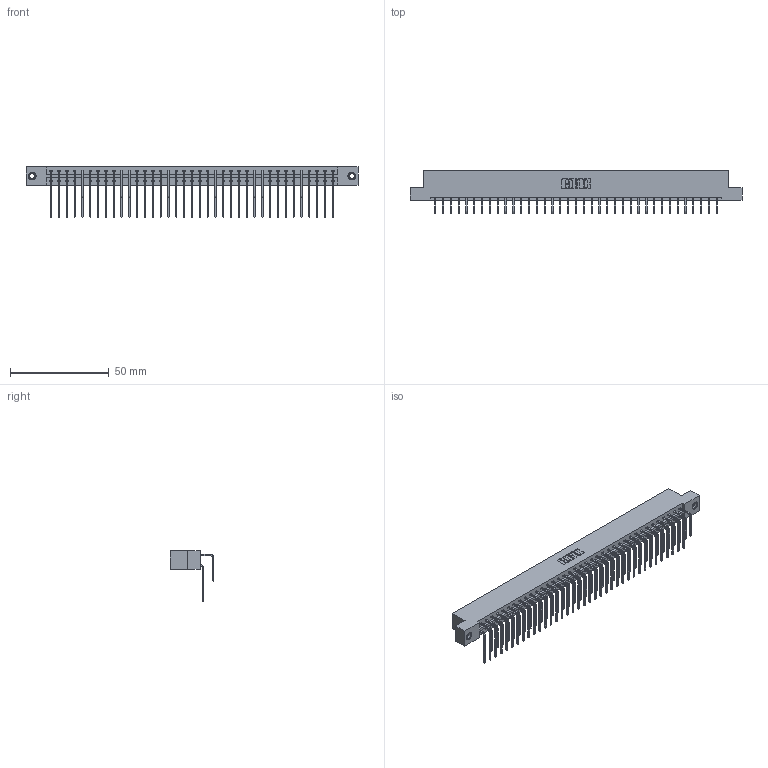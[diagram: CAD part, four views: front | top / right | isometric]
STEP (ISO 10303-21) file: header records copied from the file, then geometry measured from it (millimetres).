
FILE_DESCRIPTION (( 'STEP AP203' ), '1' );
FILE_NAME ('833-074-558-207.STEP', '2020-06-05T17:21:45', ( '' ), ( '' ), 'SwSTEP 2.0', 'SolidWorks 2020', '' );
FILE_SCHEMA (( 'CONFIG_CONTROL_DESIGN' ));
Length unit declared in the file: inch
Products named in the file (5): 833-074-558-207; 345-292-001_558 Tail - 2; 345-292-001_558 559 Tail - 1; 345-250-001_345-250-005-103; 833 Part_Flush - .156 Dia - TI
Assembly tree (77 placements, depth 2):
  833-074-558-207
    833 Part_Flush - .156 Dia - TI
    345-292-001_558 559 Tail - 1  x37
    345-292-001_558 Tail - 2  x37
    345-250-001_345-250-005-103  x2
Bounding box: 168.15 x 22.17 x 25.53 mm (x, y, z)
Volume: 17533.6 mm3; surface area: 22835.8 mm2
Topology: 77 solids, 77 shells, 4170 faces, 12361 edges, 8134 vertices
Faces by surface type: plane 2914, cylinder 1240, cone 12, torus 4
Entity records: 27420 total; most frequent: CARTESIAN_POINT 4584, ORIENTED_EDGE 4462, DIRECTION 3937, EDGE_CURVE 2231, VECTOR 2043, LINE 2043, VERTEX_POINT 1480, AXIS2_PLACEMENT_3D 947
